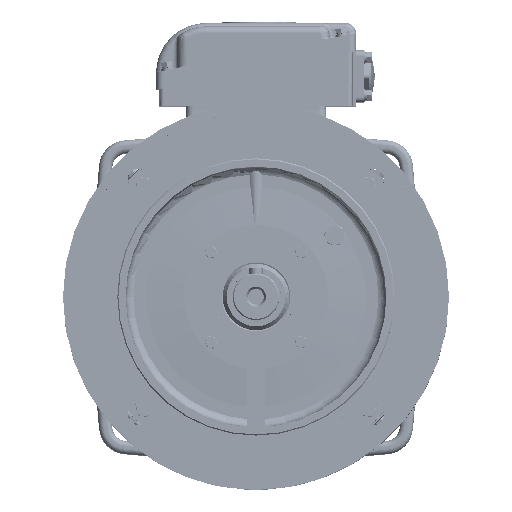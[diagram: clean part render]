
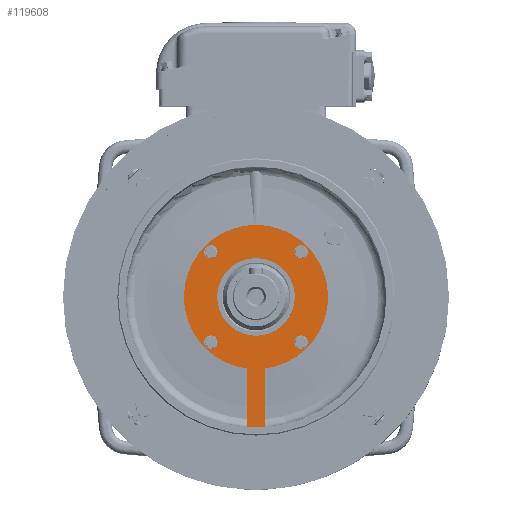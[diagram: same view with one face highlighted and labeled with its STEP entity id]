
A CAD part, top view. The second image highlights one B-rep face of the part: STEP entity #119608.
In plain terms, the highlighted planar face has unit normal (0, 0, 1).
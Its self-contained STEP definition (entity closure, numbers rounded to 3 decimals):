
#112147=DIRECTION('',(0.,1.,0.));
#112148=VECTOR('',#112147,52.722);
#112149=CARTESIAN_POINT('',(-6.329,-117.227,336.));
#112150=LINE('',#112149,#112148);
#112159=CARTESIAN_POINT('',(1.671,0.,336.));
#112160=DIRECTION('',(0.,0.,1.));
#112161=DIRECTION('',(0.123,-0.992,0.));
#112162=AXIS2_PLACEMENT_3D('',#112159,#112160,#112161);
#112164=DIRECTION('',(0.,1.,0.));
#112165=VECTOR('',#112164,52.722);
#112166=CARTESIAN_POINT('',(9.671,-117.227,336.));
#112167=LINE('',#112166,#112165);
#112168=CARTESIAN_POINT('',(1.671,0.,336.));
#112169=DIRECTION('',(0.,0.,1.));
#112170=DIRECTION('',(-0.068,-0.998,0.));
#112171=AXIS2_PLACEMENT_3D('',#112168,#112169,#112170);
#112173=CARTESIAN_POINT('',(1.671,0.,336.));
#112174=DIRECTION('',(0.,0.,1.));
#112175=DIRECTION('',(-1.,0.,0.));
#112176=AXIS2_PLACEMENT_3D('',#112173,#112174,#112175);
#112178=CARTESIAN_POINT('',(1.671,0.,336.));
#112179=DIRECTION('',(0.,0.,1.));
#112180=DIRECTION('',(1.,0.,0.));
#112181=AXIS2_PLACEMENT_3D('',#112178,#112179,#112180);
#112183=CARTESIAN_POINT('',(42.33,40.659,336.));
#112184=DIRECTION('',(0.,0.,-1.));
#112185=DIRECTION('',(-1.,0.,0.));
#112186=AXIS2_PLACEMENT_3D('',#112183,#112184,#112185);
#112188=CARTESIAN_POINT('',(42.33,40.659,336.));
#112189=DIRECTION('',(0.,0.,-1.));
#112190=DIRECTION('',(1.,0.,0.));
#112191=AXIS2_PLACEMENT_3D('',#112188,#112189,#112190);
#112193=CARTESIAN_POINT('',(42.33,-40.659,336.));
#112194=DIRECTION('',(0.,0.,-1.));
#112195=DIRECTION('',(-1.,0.,0.));
#112196=AXIS2_PLACEMENT_3D('',#112193,#112194,#112195);
#112198=CARTESIAN_POINT('',(42.33,-40.659,336.));
#112199=DIRECTION('',(0.,0.,-1.));
#112200=DIRECTION('',(1.,0.,0.));
#112201=AXIS2_PLACEMENT_3D('',#112198,#112199,#112200);
#112203=CARTESIAN_POINT('',(-38.987,-40.659,336.));
#112204=DIRECTION('',(0.,0.,-1.));
#112205=DIRECTION('',(-1.,0.,0.));
#112206=AXIS2_PLACEMENT_3D('',#112203,#112204,#112205);
#112208=CARTESIAN_POINT('',(-38.987,-40.659,336.));
#112209=DIRECTION('',(0.,0.,-1.));
#112210=DIRECTION('',(1.,0.,0.));
#112211=AXIS2_PLACEMENT_3D('',#112208,#112209,#112210);
#112213=CARTESIAN_POINT('',(-38.987,40.659,336.));
#112214=DIRECTION('',(0.,0.,-1.));
#112215=DIRECTION('',(-1.,0.,0.));
#112216=AXIS2_PLACEMENT_3D('',#112213,#112214,#112215);
#112218=CARTESIAN_POINT('',(-38.987,40.659,336.));
#112219=DIRECTION('',(0.,0.,-1.));
#112220=DIRECTION('',(1.,0.,0.));
#112221=AXIS2_PLACEMENT_3D('',#112218,#112219,#112220);
#112223=CARTESIAN_POINT('',(1.671,0.,336.));
#112224=DIRECTION('',(0.,0.,-1.));
#112225=DIRECTION('',(-1.,0.,0.));
#112226=AXIS2_PLACEMENT_3D('',#112223,#112224,#112225);
#112228=CARTESIAN_POINT('',(1.671,0.,336.));
#112229=DIRECTION('',(0.,0.,-1.));
#112230=DIRECTION('',(1.,0.,0.));
#112231=AXIS2_PLACEMENT_3D('',#112228,#112229,#112230);
#118159=CARTESIAN_POINT('',(9.671,-117.227,336.));
#118160=VERTEX_POINT('',#118159);
#118161=CARTESIAN_POINT('',(-6.329,-117.227,336.));
#118162=VERTEX_POINT('',#118161);
#118163=CARTESIAN_POINT('',(-63.329,0.,336.));
#118165=VERTEX_POINT('',#118163);
#118169=CARTESIAN_POINT('',(66.671,0.,336.));
#118170=VERTEX_POINT('',#118169);
#118175=CARTESIAN_POINT('',(9.671,-64.506,336.));
#118176=VERTEX_POINT('',#118175);
#118178=CARTESIAN_POINT('',(-33.329,0.,336.));
#118180=VERTEX_POINT('',#118178);
#118181=CARTESIAN_POINT('',(36.671,0.,336.));
#118182=VERTEX_POINT('',#118181);
#118251=CARTESIAN_POINT('',(46.33,40.659,336.));
#118253=VERTEX_POINT('',#118251);
#118254=CARTESIAN_POINT('',(38.33,40.659,336.));
#118255=VERTEX_POINT('',#118254);
#118259=CARTESIAN_POINT('',(46.33,-40.659,336.));
#118261=VERTEX_POINT('',#118259);
#118262=CARTESIAN_POINT('',(38.33,-40.659,336.));
#118263=VERTEX_POINT('',#118262);
#118267=CARTESIAN_POINT('',(-34.987,-40.659,336.));
#118269=VERTEX_POINT('',#118267);
#118270=CARTESIAN_POINT('',(-42.987,-40.659,336.));
#118271=VERTEX_POINT('',#118270);
#118275=CARTESIAN_POINT('',(-34.987,40.659,336.));
#118277=VERTEX_POINT('',#118275);
#118278=CARTESIAN_POINT('',(-42.987,40.659,336.));
#118279=VERTEX_POINT('',#118278);
#118957=CARTESIAN_POINT('',(-6.329,-64.506,336.));
#118958=VERTEX_POINT('',#118957);
#119565=CARTESIAN_POINT('',(1.671,35.,336.));
#119566=DIRECTION('',(0.,0.,-1.));
#119567=DIRECTION('',(-1.,0.,0.));
#119568=AXIS2_PLACEMENT_3D('',#119565,#119566,#119567);
#119569=PLANE('',#119568);
#119570=ORIENTED_EDGE('',*,*,#119479,.F.);
#119571=ORIENTED_EDGE('',*,*,#119497,.F.);
#119572=ORIENTED_EDGE('',*,*,#119537,.F.);
#119573=ORIENTED_EDGE('',*,*,#119556,.T.);
#119574=ORIENTED_EDGE('',*,*,#119448,.F.);
#119575=ORIENTED_EDGE('',*,*,#119465,.F.);
#119576=EDGE_LOOP('',(#119570,#119571,#119572,#119573,#119574,#119575));
#119577=FACE_OUTER_BOUND('',#119576,.F.);
#119579=ORIENTED_EDGE('',*,*,#119578,.F.);
#119581=ORIENTED_EDGE('',*,*,#119580,.F.);
#119582=EDGE_LOOP('',(#119579,#119581));
#119583=FACE_BOUND('',#119582,.F.);
#119585=ORIENTED_EDGE('',*,*,#119584,.F.);
#119587=ORIENTED_EDGE('',*,*,#119586,.F.);
#119588=EDGE_LOOP('',(#119585,#119587));
#119589=FACE_BOUND('',#119588,.F.);
#119591=ORIENTED_EDGE('',*,*,#119590,.F.);
#119593=ORIENTED_EDGE('',*,*,#119592,.F.);
#119594=EDGE_LOOP('',(#119591,#119593));
#119595=FACE_BOUND('',#119594,.F.);
#119597=ORIENTED_EDGE('',*,*,#119596,.F.);
#119599=ORIENTED_EDGE('',*,*,#119598,.F.);
#119600=EDGE_LOOP('',(#119597,#119599));
#119601=FACE_BOUND('',#119600,.F.);
#119603=ORIENTED_EDGE('',*,*,#119602,.F.);
#119605=ORIENTED_EDGE('',*,*,#119604,.F.);
#119606=EDGE_LOOP('',(#119603,#119605));
#119607=FACE_BOUND('',#119606,.F.);
#112163=CIRCLE('',#112162,65.);
#112172=CIRCLE('',#112171,117.5);
#112177=CIRCLE('',#112176,65.);
#112182=CIRCLE('',#112181,65.);
#112187=CIRCLE('',#112186,4.);
#112192=CIRCLE('',#112191,4.);
#112197=CIRCLE('',#112196,4.);
#112202=CIRCLE('',#112201,4.);
#112207=CIRCLE('',#112206,4.);
#112212=CIRCLE('',#112211,4.);
#112217=CIRCLE('',#112216,4.);
#112222=CIRCLE('',#112221,4.);
#112227=CIRCLE('',#112226,35.);
#112232=CIRCLE('',#112231,35.);
#119448=EDGE_CURVE('',#118165,#118958,#112177,.T.);
#119465=EDGE_CURVE('',#118170,#118165,#112182,.T.);
#119479=EDGE_CURVE('',#118176,#118170,#112163,.T.);
#119497=EDGE_CURVE('',#118160,#118176,#112167,.T.);
#119537=EDGE_CURVE('',#118162,#118160,#112172,.T.);
#119556=EDGE_CURVE('',#118162,#118958,#112150,.T.);
#119578=EDGE_CURVE('',#118255,#118253,#112187,.T.);
#119580=EDGE_CURVE('',#118253,#118255,#112192,.T.);
#119584=EDGE_CURVE('',#118263,#118261,#112197,.T.);
#119586=EDGE_CURVE('',#118261,#118263,#112202,.T.);
#119590=EDGE_CURVE('',#118271,#118269,#112207,.T.);
#119592=EDGE_CURVE('',#118269,#118271,#112212,.T.);
#119596=EDGE_CURVE('',#118279,#118277,#112217,.T.);
#119598=EDGE_CURVE('',#118277,#118279,#112222,.T.);
#119602=EDGE_CURVE('',#118180,#118182,#112227,.T.);
#119604=EDGE_CURVE('',#118182,#118180,#112232,.T.);
#119608=ADVANCED_FACE('',(#119577,#119583,#119589,#119595,#119601,#119607),
#119569,.F.);
